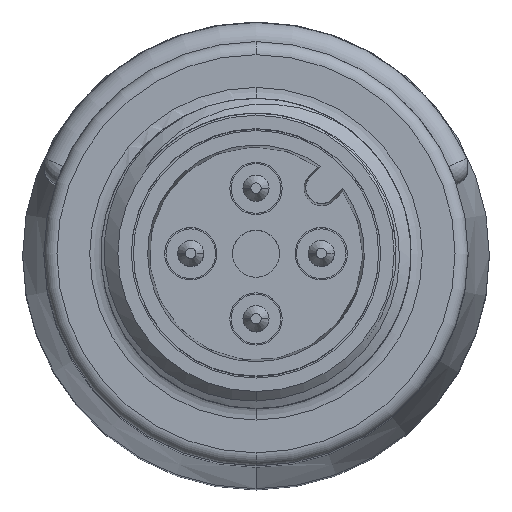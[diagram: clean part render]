
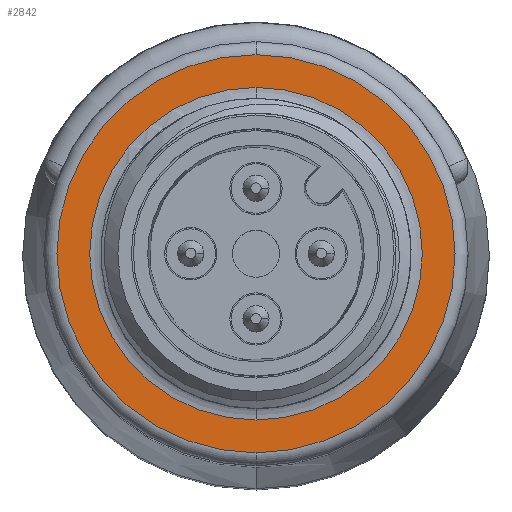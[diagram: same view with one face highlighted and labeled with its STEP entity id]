
A CAD part, top view. The second image highlights one B-rep face of the part: STEP entity #2842.
In plain terms, the highlighted planar face has unit normal (0, 0, 1).
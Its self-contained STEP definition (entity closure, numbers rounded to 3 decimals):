
#1125=CARTESIAN_POINT('',(0.,0.,1.));
#1126=DIRECTION('',(0.,0.,1.));
#1127=DIRECTION('',(0.,-1.,0.));
#1128=AXIS2_PLACEMENT_3D('',#1125,#1126,#1127);
#1130=CARTESIAN_POINT('',(0.,0.,1.));
#1131=DIRECTION('',(0.,0.,1.));
#1132=DIRECTION('',(0.,1.,0.));
#1133=AXIS2_PLACEMENT_3D('',#1130,#1131,#1132);
#1141=CARTESIAN_POINT('',(0.,0.,1.));
#1142=DIRECTION('',(0.,0.,1.));
#1143=DIRECTION('',(0.,1.,0.));
#1144=AXIS2_PLACEMENT_3D('',#1141,#1142,#1143);
#1151=CARTESIAN_POINT('',(0.,0.,1.));
#1152=DIRECTION('',(0.,0.,-1.));
#1153=DIRECTION('',(0.,1.,0.));
#1154=AXIS2_PLACEMENT_3D('',#1151,#1152,#1153);
#2668=CARTESIAN_POINT('',(0.,-6.37,1.));
#2670=VERTEX_POINT('',#2668);
#2676=CARTESIAN_POINT('',(0.,6.37,1.));
#2677=VERTEX_POINT('',#2676);
#2754=CARTESIAN_POINT('',(0.,-7.625,1.));
#2755=CARTESIAN_POINT('',(0.,7.625,1.));
#2756=VERTEX_POINT('',#2754);
#2757=VERTEX_POINT('',#2755);
#2826=CARTESIAN_POINT('',(0.,0.,1.));
#2827=DIRECTION('',(0.,0.,1.));
#2828=DIRECTION('',(0.,1.,0.));
#2829=AXIS2_PLACEMENT_3D('',#2826,#2827,#2828);
#2830=PLANE('',#2829);
#2831=ORIENTED_EDGE('',*,*,#2816,.F.);
#2833=ORIENTED_EDGE('',*,*,#2832,.F.);
#2834=EDGE_LOOP('',(#2831,#2833));
#2835=FACE_OUTER_BOUND('',#2834,.F.);
#2837=ORIENTED_EDGE('',*,*,#2836,.T.);
#2839=ORIENTED_EDGE('',*,*,#2838,.F.);
#2840=EDGE_LOOP('',(#2837,#2839));
#2841=FACE_BOUND('',#2840,.F.);
#2842=ADVANCED_FACE('',(#2835,#2841),#2830,.T.);
#1129=CIRCLE('',#1128,7.625);
#1134=CIRCLE('',#1133,7.625);
#1145=CIRCLE('',#1144,6.37);
#1155=CIRCLE('',#1154,6.37);
#2816=EDGE_CURVE('',#2756,#2757,#1129,.T.);
#2832=EDGE_CURVE('',#2757,#2756,#1134,.T.);
#2836=EDGE_CURVE('',#2677,#2670,#1145,.T.);
#2838=EDGE_CURVE('',#2677,#2670,#1155,.T.);
